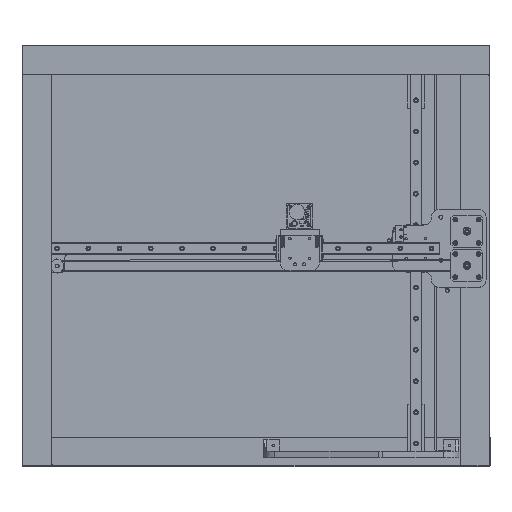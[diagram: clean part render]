
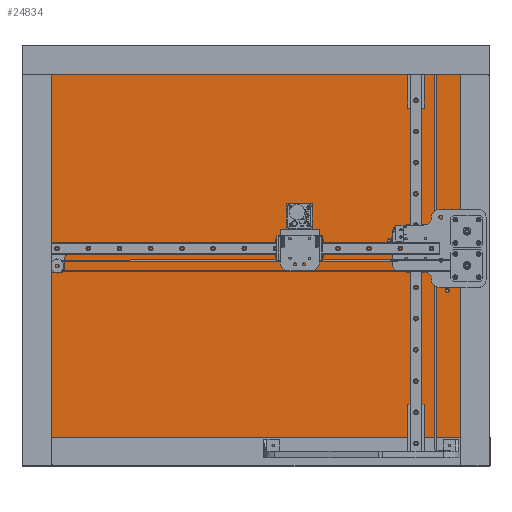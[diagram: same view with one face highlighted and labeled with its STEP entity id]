
A CAD part, top view. The second image highlights one B-rep face of the part: STEP entity #24834.
In plain terms, the highlighted planar face has unit normal (0, 0, 1).
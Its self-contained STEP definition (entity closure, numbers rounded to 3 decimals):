
#2356=FACE_OUTER_BOUND('',#3755,.T.);
#3755=EDGE_LOOP('',(#16673,#16674,#16675,#16676));
#5403=LINE('',#36079,#8025);
#5406=LINE('',#36085,#8028);
#5409=LINE('',#36091,#8031);
#5412=LINE('',#36095,#8034);
#8025=VECTOR('',#28842,10.);
#8028=VECTOR('',#28847,10.);
#8031=VECTOR('',#28852,10.);
#8034=VECTOR('',#28857,10.);
#10647=VERTEX_POINT('',#36076);
#10648=VERTEX_POINT('',#36078);
#10650=VERTEX_POINT('',#36084);
#10652=VERTEX_POINT('',#36090);
#13049=EDGE_CURVE('',#10648,#10647,#5403,.T.);
#13052=EDGE_CURVE('',#10650,#10648,#5406,.T.);
#13055=EDGE_CURVE('',#10652,#10650,#5409,.T.);
#13058=EDGE_CURVE('',#10647,#10652,#5412,.T.);
#16673=ORIENTED_EDGE('',*,*,#13058,.T.);
#16674=ORIENTED_EDGE('',*,*,#13055,.T.);
#16675=ORIENTED_EDGE('',*,*,#13052,.T.);
#16676=ORIENTED_EDGE('',*,*,#13049,.T.);
#23881=PLANE('',#26533);
#24834=ADVANCED_FACE('',(#2356),#23881,.T.);
#26533=AXIS2_PLACEMENT_3D('',#36096,#28858,#28859);
#28842=DIRECTION('',(0.,-1.,0.));
#28847=DIRECTION('',(-1.,0.,0.));
#28852=DIRECTION('',(0.,1.,0.));
#28857=DIRECTION('',(1.,0.,0.));
#28858=DIRECTION('center_axis',(0.,0.,1.));
#28859=DIRECTION('ref_axis',(1.,0.,0.));
#36076=CARTESIAN_POINT('',(-300.,-270.,15.));
#36078=CARTESIAN_POINT('',(-300.,270.,15.));
#36079=CARTESIAN_POINT('',(-300.,-270.,15.));
#36084=CARTESIAN_POINT('',(300.,270.,15.));
#36085=CARTESIAN_POINT('',(-300.,270.,15.));
#36090=CARTESIAN_POINT('',(300.,-270.,15.));
#36091=CARTESIAN_POINT('',(300.,270.,15.));
#36095=CARTESIAN_POINT('',(300.,-270.,15.));
#36096=CARTESIAN_POINT('Origin',(0.,0.,15.));
